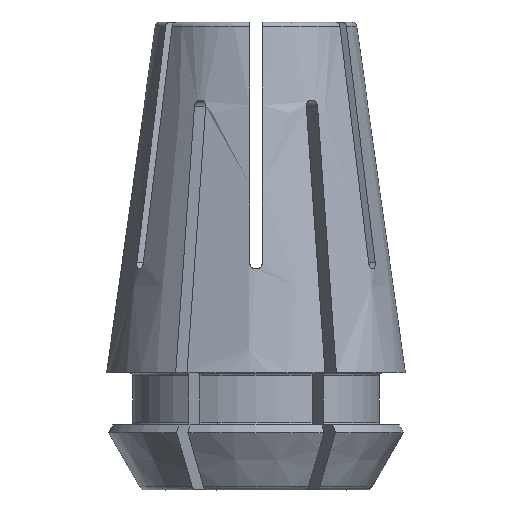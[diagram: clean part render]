
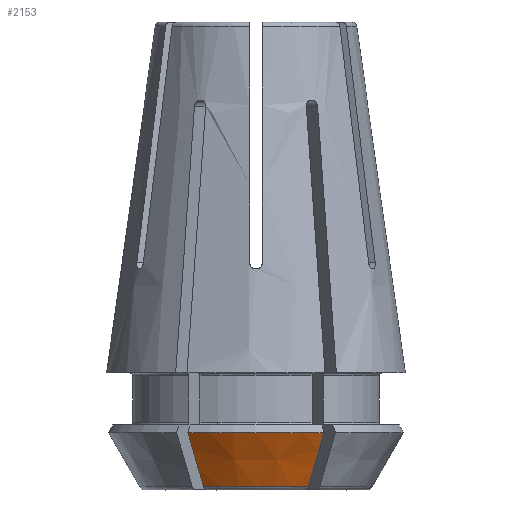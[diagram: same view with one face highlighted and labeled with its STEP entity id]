
A CAD part, left-side view. The second image highlights one B-rep face of the part: STEP entity #2153.
In plain terms, the highlighted conical face has half-angle 30 degrees and reference radius 4.479 mm.
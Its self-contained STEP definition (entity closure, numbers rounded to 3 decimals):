
#30=CONICAL_SURFACE('',#2358,4.479,0.524);
#249=CIRCLE('',#2246,9288.163);
#280=CIRCLE('',#2305,5.681);
#309=CIRCLE('',#2359,9288.163);
#310=CIRCLE('',#2360,4.479);
#718=ORIENTED_EDGE('',*,*,#1135,.F.);
#719=ORIENTED_EDGE('',*,*,#1241,.F.);
#720=ORIENTED_EDGE('',*,*,#1287,.T.);
#721=ORIENTED_EDGE('',*,*,#1288,.T.);
#1135=EDGE_CURVE('',#1466,#1467,#249,.T.);
#1241=EDGE_CURVE('',#1542,#1466,#280,.T.);
#1287=EDGE_CURVE('',#1542,#1565,#309,.T.);
#1288=EDGE_CURVE('',#1565,#1467,#310,.T.);
#1466=VERTEX_POINT('',#3393);
#1467=VERTEX_POINT('',#3394);
#1542=VERTEX_POINT('',#3724);
#1565=VERTEX_POINT('',#3846);
#1899=EDGE_LOOP('',(#718,#719,#720,#721));
#2017=FACE_BOUND('',#1899,.T.);
#2153=ADVANCED_FACE('',(#2017),#30,.T.);
#2246=AXIS2_PLACEMENT_3D('',#3392,#2553,#2554);
#2305=AXIS2_PLACEMENT_3D('',#3725,#2714,#2715);
#2358=AXIS2_PLACEMENT_3D('',#3844,#2828,#2829);
#2359=AXIS2_PLACEMENT_3D('',#3845,#2830,#2831);
#2360=AXIS2_PLACEMENT_3D('',#3847,#2832,#2833);
#2553=DIRECTION('',(0.5,-0.866,0.));
#2554=DIRECTION('',(-0.75,-0.433,-0.5));
#2714=DIRECTION('',(0.,0.,1.));
#2715=DIRECTION('',(1.,0.,0.));
#2828=DIRECTION('',(0.,0.,1.));
#2829=DIRECTION('',(1.,0.,0.));
#2830=DIRECTION('',(-0.5,-0.866,0.));
#2831=DIRECTION('',(-0.75,0.433,-0.5));
#2832=DIRECTION('',(0.,0.,1.));
#2833=DIRECTION('',(1.,0.,0.));
#3392=CARTESIAN_POINT('',(6959.46,4018.335,4645.032));
#3393=CARTESIAN_POINT('',(-5.04,-2.621,-2.293));
#3394=CARTESIAN_POINT('',(-3.998,-2.019,-4.375));
#3724=CARTESIAN_POINT('',(-5.04,2.621,-2.293));
#3725=CARTESIAN_POINT('',(0.,0.,-2.293));
#3844=CARTESIAN_POINT('',(0.,0.,-4.375));
#3845=CARTESIAN_POINT('',(6959.46,-4018.335,4645.032));
#3846=CARTESIAN_POINT('',(-3.998,2.019,-4.375));
#3847=CARTESIAN_POINT('',(0.,0.,-4.375));
